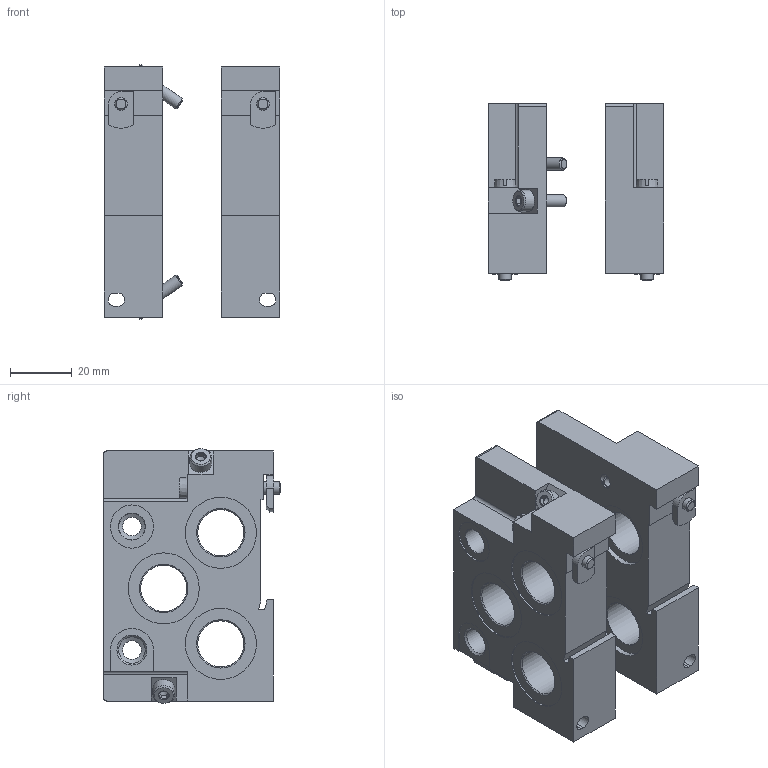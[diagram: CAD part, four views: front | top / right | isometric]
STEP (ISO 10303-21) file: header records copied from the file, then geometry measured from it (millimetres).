
FILE_DESCRIPTION(/* description */ ('STEP AP214'),/* implementation_level */ '2;1');
FILE_NAME(/* name */ '161112_NEV-02-VDMA',/* time_stamp */ '2024-09-12T07:14:38+02:00',/* author */ ('License CC BY-ND 4.0'),/* organization */ ('CADENAS'),/* preprocessor_version */ 'ST-DEVELOPER v19.3',/* originating_system */ 'PARTsolutions',/* authorisation */ ' ');
FILE_SCHEMA (('AUTOMOTIVE_DESIGN {1 0 10303 214 3 1 1}'));
Length unit declared in the file: millimetre
Products named in the file (6): 161112 NEV-02-VDMA---(19); 161112 NEV-02-VDMA---(L); 161112 NEV-02-VDMA---(R); 252474 TDP-F-M4x30-10.9; 373074 CPA; DIN-912 - M4x14(F)
Assembly tree (8 placements, depth 2):
  161112 NEV-02-VDMA---(19)
    161112 NEV-02-VDMA---(L)
    161112 NEV-02-VDMA---(R)
    252474 TDP-F-M4x30-10.9  x2
    373074 CPA  x2
    DIN-912 - M4x14(F)  x2
Bounding box: 57 x 57.3 x 82.61 mm (x, y, z)
Volume: 122169.1 mm3; surface area: 37467 mm2
Topology: 8 solids, 8 shells, 260 faces, 591 edges, 366 vertices
Faces by surface type: plane 129, cylinder 65, cone 61, torus 5
Full cylindrical faces by diameter (mm): 3.242 x8, 4 x4, 4.2 x2, 4.3 x2, 4.4 x2, 6 x4, 7 x2, 8.566 x4, 12 x2, 14 x2, 14.95 x6, 21 x3, 23 x6
Entity records: 5708 total; most frequent: DIRECTION 985, CARTESIAN_POINT 956, ORIENTED_EDGE 786, EDGE_CURVE 393, AXIS2_PLACEMENT_3D 385, FACE_BOUND 353, EDGE_LOOP 346, VERTEX_POINT 302
